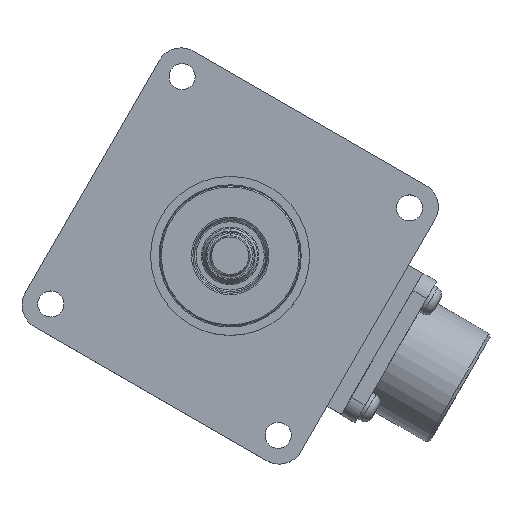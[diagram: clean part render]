
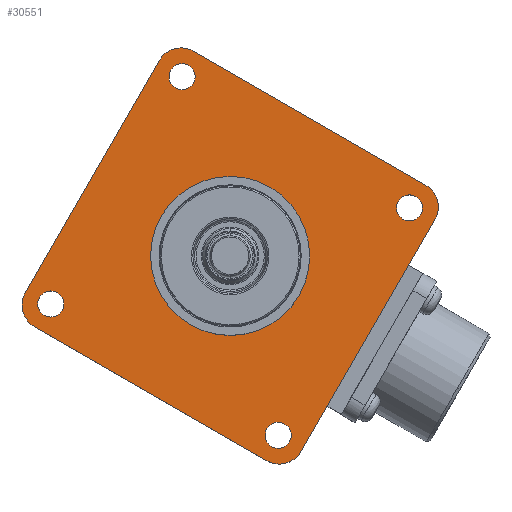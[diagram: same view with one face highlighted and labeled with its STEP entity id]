
A CAD part, top view. The second image highlights one B-rep face of the part: STEP entity #30551.
In plain terms, the highlighted planar face has unit normal (0, 0, 1).
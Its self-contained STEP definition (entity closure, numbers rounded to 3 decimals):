
#9986=DIRECTION('',(0.5,0.866,0.));
#9987=VECTOR('',#9986,53.5);
#9988=CARTESIAN_POINT('',(-40.871,-7.291,22.5));
#9989=LINE('',#9988,#9987);
#9990=CARTESIAN_POINT('',(-9.791,36.541,22.5));
#9991=DIRECTION('',(0.,0.,1.));
#9992=DIRECTION('',(0.5,0.866,0.));
#9993=AXIS2_PLACEMENT_3D('',#9990,#9991,#9992);
#9995=DIRECTION('',(0.866,-0.5,0.));
#9996=VECTOR('',#9995,53.5);
#9997=CARTESIAN_POINT('',(-7.291,40.871,22.5));
#9998=LINE('',#9997,#9996);
#9999=CARTESIAN_POINT('',(36.541,9.791,22.5));
#10000=DIRECTION('',(0.,0.,1.));
#10001=DIRECTION('',(0.866,-0.5,0.));
#10002=AXIS2_PLACEMENT_3D('',#9999,#10000,#10001);
#10004=DIRECTION('',(-0.5,-0.866,0.));
#10005=VECTOR('',#10004,53.5);
#10006=CARTESIAN_POINT('',(40.871,7.291,22.5));
#10007=LINE('',#10006,#10005);
#10008=CARTESIAN_POINT('',(9.791,-36.541,22.5));
#10009=DIRECTION('',(0.,0.,1.));
#10010=DIRECTION('',(-0.5,-0.866,0.));
#10011=AXIS2_PLACEMENT_3D('',#10008,#10009,#10010);
#10013=DIRECTION('',(-0.866,0.5,0.));
#10014=VECTOR('',#10013,53.5);
#10015=CARTESIAN_POINT('',(7.291,-40.871,22.5));
#10016=LINE('',#10015,#10014);
#10017=CARTESIAN_POINT('',(-36.541,-9.791,22.5));
#10018=DIRECTION('',(0.,0.,1.));
#10019=DIRECTION('',(-0.866,0.5,0.));
#10020=AXIS2_PLACEMENT_3D('',#10017,#10018,#10019);
#10022=CARTESIAN_POINT('',(9.59,-35.79,22.5));
#10023=DIRECTION('',(0.,0.,-1.));
#10024=DIRECTION('',(0.,-1.,0.));
#10025=AXIS2_PLACEMENT_3D('',#10022,#10023,#10024);
#10027=CARTESIAN_POINT('',(9.59,-35.79,22.5));
#10028=DIRECTION('',(0.,0.,-1.));
#10029=DIRECTION('',(0.,1.,0.));
#10030=AXIS2_PLACEMENT_3D('',#10027,#10028,#10029);
#10032=CARTESIAN_POINT('',(-35.79,-9.59,22.5));
#10033=DIRECTION('',(0.,0.,-1.));
#10034=DIRECTION('',(0.,-1.,0.));
#10035=AXIS2_PLACEMENT_3D('',#10032,#10033,#10034);
#10037=CARTESIAN_POINT('',(-35.79,-9.59,22.5));
#10038=DIRECTION('',(0.,0.,-1.));
#10039=DIRECTION('',(0.,1.,0.));
#10040=AXIS2_PLACEMENT_3D('',#10037,#10038,#10039);
#10042=CARTESIAN_POINT('',(35.79,9.59,22.5));
#10043=DIRECTION('',(0.,0.,-1.));
#10044=DIRECTION('',(0.,-1.,0.));
#10045=AXIS2_PLACEMENT_3D('',#10042,#10043,#10044);
#10047=CARTESIAN_POINT('',(35.79,9.59,22.5));
#10048=DIRECTION('',(0.,0.,-1.));
#10049=DIRECTION('',(0.,1.,0.));
#10050=AXIS2_PLACEMENT_3D('',#10047,#10048,#10049);
#10052=CARTESIAN_POINT('',(-9.59,35.79,22.5));
#10053=DIRECTION('',(0.,0.,-1.));
#10054=DIRECTION('',(0.,-1.,0.));
#10055=AXIS2_PLACEMENT_3D('',#10052,#10053,#10054);
#10057=CARTESIAN_POINT('',(-9.59,35.79,22.5));
#10058=DIRECTION('',(0.,0.,-1.));
#10059=DIRECTION('',(0.,1.,0.));
#10060=AXIS2_PLACEMENT_3D('',#10057,#10058,#10059);
#10114=CARTESIAN_POINT('',(0.,0.,22.5));
#10115=DIRECTION('',(0.,0.,1.));
#10116=DIRECTION('',(0.,1.,0.));
#10117=AXIS2_PLACEMENT_3D('',#10114,#10115,#10116);
#10133=CARTESIAN_POINT('',(0.,0.,22.5));
#10134=DIRECTION('',(0.,0.,-1.));
#10135=DIRECTION('',(0.,1.,0.));
#10136=AXIS2_PLACEMENT_3D('',#10133,#10134,#10135);
#16976=CARTESIAN_POINT('',(-40.871,-7.291,22.5));
#16978=VERTEX_POINT('',#16976);
#16980=CARTESIAN_POINT('',(-14.121,39.041,22.5));
#16982=VERTEX_POINT('',#16980);
#16984=CARTESIAN_POINT('',(-7.291,40.871,22.5));
#16986=VERTEX_POINT('',#16984);
#16988=CARTESIAN_POINT('',(39.041,14.121,22.5));
#16990=VERTEX_POINT('',#16988);
#16992=CARTESIAN_POINT('',(40.871,7.291,22.5));
#16994=VERTEX_POINT('',#16992);
#16996=CARTESIAN_POINT('',(14.121,-39.041,22.5));
#16998=VERTEX_POINT('',#16996);
#17000=CARTESIAN_POINT('',(7.291,-40.871,22.5));
#17002=VERTEX_POINT('',#17000);
#17004=CARTESIAN_POINT('',(-39.041,-14.121,22.5));
#17006=VERTEX_POINT('',#17004);
#17008=CARTESIAN_POINT('',(0.,15.875,22.5));
#17009=CARTESIAN_POINT('',(0.,-15.875,22.5));
#17010=VERTEX_POINT('',#17008);
#17011=VERTEX_POINT('',#17009);
#17016=CARTESIAN_POINT('',(-9.59,33.19,22.5));
#17017=CARTESIAN_POINT('',(-9.59,38.39,22.5));
#17018=VERTEX_POINT('',#17016);
#17019=VERTEX_POINT('',#17017);
#17024=CARTESIAN_POINT('',(35.79,6.99,22.5));
#17025=CARTESIAN_POINT('',(35.79,12.19,22.5));
#17026=VERTEX_POINT('',#17024);
#17027=VERTEX_POINT('',#17025);
#17032=CARTESIAN_POINT('',(-35.79,-12.19,22.5));
#17033=CARTESIAN_POINT('',(-35.79,-6.99,22.5));
#17034=VERTEX_POINT('',#17032);
#17035=VERTEX_POINT('',#17033);
#17040=CARTESIAN_POINT('',(9.59,-38.39,22.5));
#17041=CARTESIAN_POINT('',(9.59,-33.19,22.5));
#17042=VERTEX_POINT('',#17040);
#17043=VERTEX_POINT('',#17041);
#30500=CARTESIAN_POINT('',(0.,0.,22.5));
#30501=DIRECTION('',(0.,0.,-1.));
#30502=DIRECTION('',(0.,1.,0.));
#30503=AXIS2_PLACEMENT_3D('',#30500,#30501,#30502);
#30504=PLANE('',#30503);
#30505=ORIENTED_EDGE('',*,*,#30481,.T.);
#30507=ORIENTED_EDGE('',*,*,#30506,.F.);
#30509=ORIENTED_EDGE('',*,*,#30508,.T.);
#30511=ORIENTED_EDGE('',*,*,#30510,.F.);
#30513=ORIENTED_EDGE('',*,*,#30512,.T.);
#30515=ORIENTED_EDGE('',*,*,#30514,.F.);
#30517=ORIENTED_EDGE('',*,*,#30516,.T.);
#30518=ORIENTED_EDGE('',*,*,#30492,.F.);
#30519=EDGE_LOOP('',(#30505,#30507,#30509,#30511,#30513,#30515,#30517,#30518));
#30520=FACE_OUTER_BOUND('',#30519,.F.);
#30522=ORIENTED_EDGE('',*,*,#30521,.F.);
#30524=ORIENTED_EDGE('',*,*,#30523,.F.);
#30525=EDGE_LOOP('',(#30522,#30524));
#30526=FACE_BOUND('',#30525,.F.);
#30528=ORIENTED_EDGE('',*,*,#30527,.F.);
#30530=ORIENTED_EDGE('',*,*,#30529,.F.);
#30531=EDGE_LOOP('',(#30528,#30530));
#30532=FACE_BOUND('',#30531,.F.);
#30534=ORIENTED_EDGE('',*,*,#30533,.F.);
#30536=ORIENTED_EDGE('',*,*,#30535,.F.);
#30537=EDGE_LOOP('',(#30534,#30536));
#30538=FACE_BOUND('',#30537,.F.);
#30540=ORIENTED_EDGE('',*,*,#30539,.T.);
#30542=ORIENTED_EDGE('',*,*,#30541,.F.);
#30543=EDGE_LOOP('',(#30540,#30542));
#30544=FACE_BOUND('',#30543,.F.);
#30546=ORIENTED_EDGE('',*,*,#30545,.F.);
#30548=ORIENTED_EDGE('',*,*,#30547,.F.);
#30549=EDGE_LOOP('',(#30546,#30548));
#30550=FACE_BOUND('',#30549,.F.);
#9994=CIRCLE('',#9993,5.);
#10003=CIRCLE('',#10002,5.);
#10012=CIRCLE('',#10011,5.);
#10021=CIRCLE('',#10020,5.);
#10026=CIRCLE('',#10025,2.6);
#10031=CIRCLE('',#10030,2.6);
#10036=CIRCLE('',#10035,2.6);
#10041=CIRCLE('',#10040,2.6);
#10046=CIRCLE('',#10045,2.6);
#10051=CIRCLE('',#10050,2.6);
#10056=CIRCLE('',#10055,2.6);
#10061=CIRCLE('',#10060,2.6);
#10118=CIRCLE('',#10117,15.875);
#10137=CIRCLE('',#10136,15.875);
#30481=EDGE_CURVE('',#16978,#16982,#9989,.T.);
#30492=EDGE_CURVE('',#16978,#17006,#10021,.T.);
#30506=EDGE_CURVE('',#16986,#16982,#9994,.T.);
#30508=EDGE_CURVE('',#16986,#16990,#9998,.T.);
#30510=EDGE_CURVE('',#16994,#16990,#10003,.T.);
#30512=EDGE_CURVE('',#16994,#16998,#10007,.T.);
#30514=EDGE_CURVE('',#17002,#16998,#10012,.T.);
#30516=EDGE_CURVE('',#17002,#17006,#10016,.T.);
#30521=EDGE_CURVE('',#17042,#17043,#10026,.T.);
#30523=EDGE_CURVE('',#17043,#17042,#10031,.T.);
#30527=EDGE_CURVE('',#17034,#17035,#10036,.T.);
#30529=EDGE_CURVE('',#17035,#17034,#10041,.T.);
#30533=EDGE_CURVE('',#17026,#17027,#10046,.T.);
#30535=EDGE_CURVE('',#17027,#17026,#10051,.T.);
#30539=EDGE_CURVE('',#17010,#17011,#10118,.T.);
#30541=EDGE_CURVE('',#17010,#17011,#10137,.T.);
#30545=EDGE_CURVE('',#17018,#17019,#10056,.T.);
#30547=EDGE_CURVE('',#17019,#17018,#10061,.T.);
#30551=ADVANCED_FACE('',(#30520,#30526,#30532,#30538,#30544,#30550),#30504,.F.);
